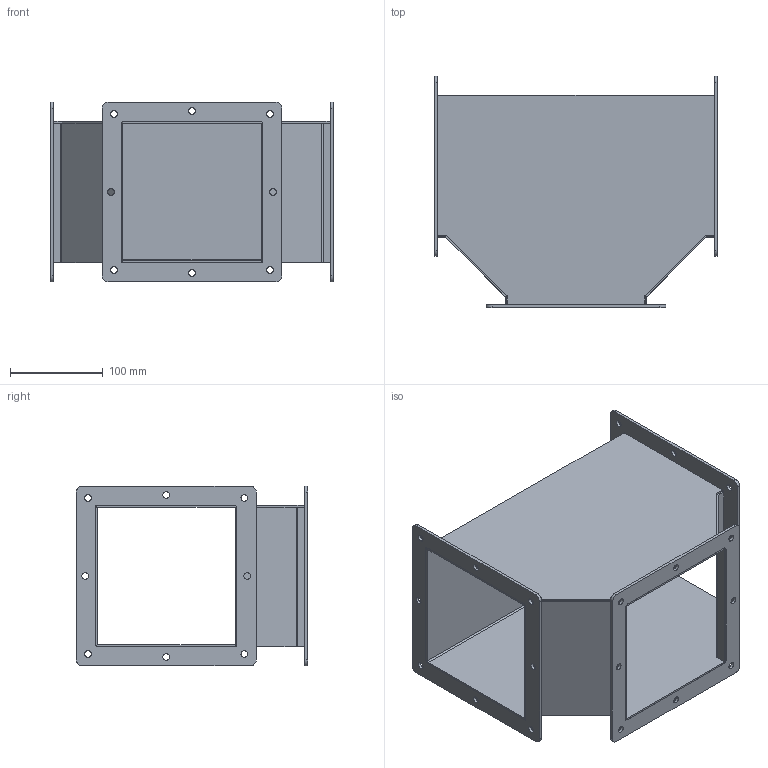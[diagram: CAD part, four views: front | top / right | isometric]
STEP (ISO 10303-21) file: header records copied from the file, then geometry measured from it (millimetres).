
FILE_DESCRIPTION(/* description */ ('JW, WW-FITTING, TEE, BACK-BOTTOM, CS, 6X6'),/* implementation_level */ '2;1');
FILE_NAME(/* name */ 'JWT6.stp',/* time_stamp */ '2017-03-23T12:19:38+06:00',/* author */ ('mgunasekar'),/* organization */ (''),/* preprocessor_version */ 'ST-DEVELOPER v16.1',/* originating_system */ 'Autodesk Inventor 2016',/* authorisation */ '');
FILE_SCHEMA (('AUTOMOTIVE_DESIGN { 1 0 10303 214 3 1 1 }'));
Length unit declared in the file: inch
Products named in the file (5): JWT6BB; JWT6POST; JW6_RING; JWT6TOP; JWT6
Assembly tree (7 placements, depth 2):
  JWT6
    JWT6BB
    JWT6POST  x2
    JW6_RING  x3
    JWT6TOP
Bounding box: 304.8 x 249.24 x 193.68 mm (x, y, z)
Volume: 514867.1 mm3; surface area: 511231.3 mm2
Topology: 7 solids, 7 shells, 154 faces, 380 edges, 240 vertices
Faces by surface type: plane 96, cylinder 58
Full cylindrical faces by diameter (mm): 7.144 x24
Entity records: 2497 total; most frequent: DIRECTION 412, CARTESIAN_POINT 396, ORIENTED_EDGE 368, EDGE_CURVE 184, LINE 140, VECTOR 140, AXIS2_PLACEMENT_3D 136, VERTEX_POINT 120
